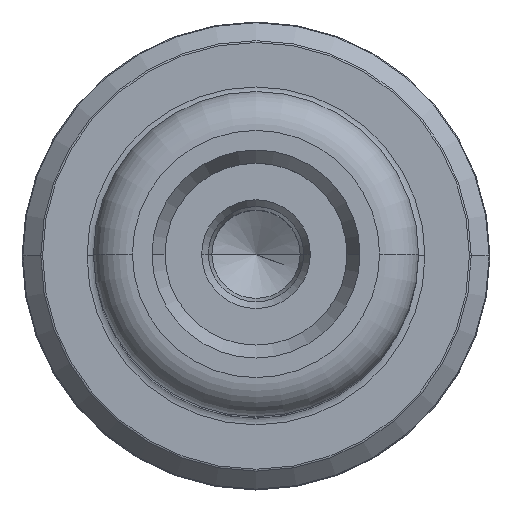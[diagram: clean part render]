
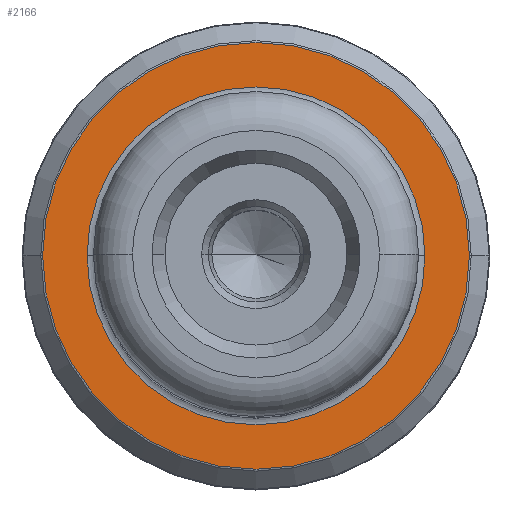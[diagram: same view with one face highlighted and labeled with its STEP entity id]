
A CAD part, top view. The second image highlights one B-rep face of the part: STEP entity #2166.
In plain terms, the highlighted planar face has unit normal (0, 0, 1).
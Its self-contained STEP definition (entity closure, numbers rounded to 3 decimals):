
#13 = CIRCLE ( 'NONE', #2081, 13. ) ;
#45 = DIRECTION ( 'NONE',  ( 0., 0., -1. ) ) ;
#162 = CARTESIAN_POINT ( 'NONE',  ( 0., 0., 26. ) ) ;
#200 = VERTEX_POINT ( 'NONE', #2836 ) ;
#449 = CARTESIAN_POINT ( 'NONE',  ( 0., 0., 26. ) ) ;
#593 = EDGE_CURVE ( 'NONE', #200, #3624, #2948, .T. ) ;
#708 = AXIS2_PLACEMENT_3D ( 'NONE', #1060, #3240, #769 ) ;
#769 = DIRECTION ( 'NONE',  ( 1., 0., 0. ) ) ;
#904 = ORIENTED_EDGE ( 'NONE', *, *, #1804, .T. ) ;
#1060 = CARTESIAN_POINT ( 'NONE',  ( 0., 0., 26. ) ) ;
#1074 = AXIS2_PLACEMENT_3D ( 'NONE', #1211, #2335, #1500 ) ;
#1097 = CARTESIAN_POINT ( 'NONE',  ( 13., 0., 26. ) ) ;
#1164 = AXIS2_PLACEMENT_3D ( 'NONE', #449, #1518, #2647 ) ;
#1211 = CARTESIAN_POINT ( 'NONE',  ( 0., 0., 26. ) ) ;
#1278 = DIRECTION ( 'NONE',  ( 0., 0., -1. ) ) ;
#1409 = CARTESIAN_POINT ( 'NONE',  ( -13., 0., 26. ) ) ;
#1500 = DIRECTION ( 'NONE',  ( 1., 0., 0. ) ) ;
#1514 = CARTESIAN_POINT ( 'NONE',  ( 0., 0., 26. ) ) ;
#1518 = DIRECTION ( 'NONE',  ( 0., 0., 1. ) ) ;
#1785 = EDGE_LOOP ( 'NONE', ( #3421, #3552 ) ) ;
#1804 = EDGE_CURVE ( 'NONE', #1865, #3282, #13, .T. ) ;
#1865 = VERTEX_POINT ( 'NONE', #1409 ) ;
#1894 = AXIS2_PLACEMENT_3D ( 'NONE', #1514, #45, #3175 ) ;
#1986 = CIRCLE ( 'NONE', #1164, 16.417 ) ;
#2081 = AXIS2_PLACEMENT_3D ( 'NONE', #162, #1278, #2406 ) ;
#2166 = ADVANCED_FACE ( 'NONE', ( #3126, #2577 ), #3444, .T. ) ;
#2335 = DIRECTION ( 'NONE',  ( 0., 0., 1. ) ) ;
#2406 = DIRECTION ( 'NONE',  ( -1., 0., 0. ) ) ;
#2437 = CARTESIAN_POINT ( 'NONE',  ( -16.417, 0., 26. ) ) ;
#2577 = FACE_OUTER_BOUND ( 'NONE', #1785, .T. ) ;
#2647 = DIRECTION ( 'NONE',  ( 1., 0., 0. ) ) ;
#2835 = EDGE_LOOP ( 'NONE', ( #904, #3210 ) ) ;
#2836 = CARTESIAN_POINT ( 'NONE',  ( 16.417, 0., 26. ) ) ;
#2948 = CIRCLE ( 'NONE', #708, 16.417 ) ;
#2975 = EDGE_CURVE ( 'NONE', #3624, #200, #1986, .T. ) ;
#3126 = FACE_BOUND ( 'NONE', #2835, .T. ) ;
#3175 = DIRECTION ( 'NONE',  ( -1., 0., 0. ) ) ;
#3210 = ORIENTED_EDGE ( 'NONE', *, *, #3411, .T. ) ;
#3240 = DIRECTION ( 'NONE',  ( 0., 0., 1. ) ) ;
#3282 = VERTEX_POINT ( 'NONE', #1097 ) ;
#3298 = CIRCLE ( 'NONE', #1894, 13. ) ;
#3411 = EDGE_CURVE ( 'NONE', #3282, #1865, #3298, .T. ) ;
#3421 = ORIENTED_EDGE ( 'NONE', *, *, #593, .T. ) ;
#3444 = PLANE ( 'NONE',  #1074 ) ;
#3552 = ORIENTED_EDGE ( 'NONE', *, *, #2975, .T. ) ;
#3624 = VERTEX_POINT ( 'NONE', #2437 ) ;
